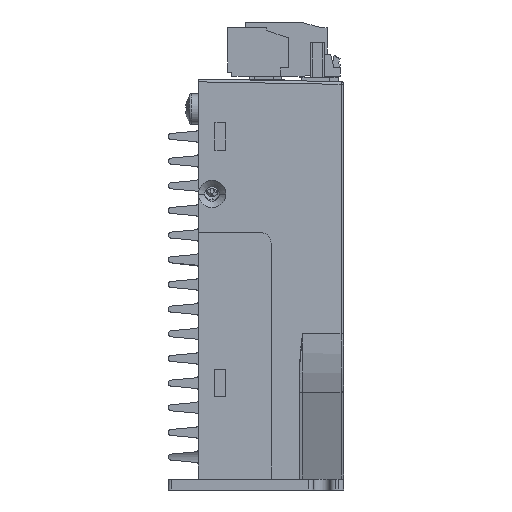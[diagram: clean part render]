
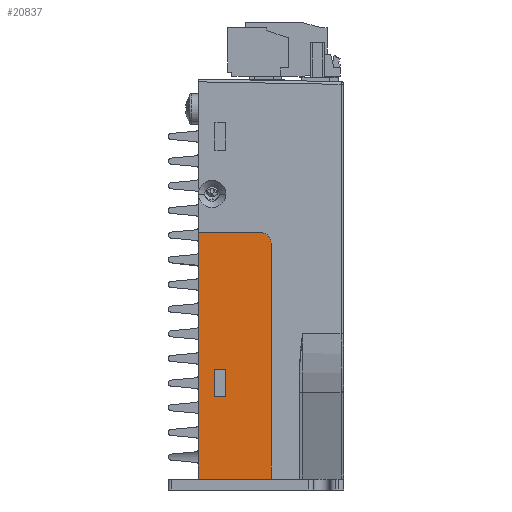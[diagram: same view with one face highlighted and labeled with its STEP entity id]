
A CAD part, front view. The second image highlights one B-rep face of the part: STEP entity #20837.
In plain terms, the highlighted planar face has unit normal (0.018, -1, 0).
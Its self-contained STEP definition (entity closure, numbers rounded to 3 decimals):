
#210 = CARTESIAN_POINT ( 'NONE',  ( 5.5, 0.036, 0. ) ) ;
#212 = CARTESIAN_POINT ( 'NONE',  ( 10.491, 0.123, 15. ) ) ;
#214 = CARTESIAN_POINT ( 'NONE',  ( 8.491, 0.089, 15. ) ) ;
#216 = CARTESIAN_POINT ( 'NONE',  ( 10.491, 0.123, 20. ) ) ;
#220 = CARTESIAN_POINT ( 'NONE',  ( 18.739, 0.267, 43. ) ) ;
#222 = CARTESIAN_POINT ( 'NONE',  ( 8.491, 0.089, 20. ) ) ;
#224 = CARTESIAN_POINT ( 'NONE',  ( 5.5, 0.036, 45. ) ) ;
#228 = CARTESIAN_POINT ( 'NONE',  ( 18.739, 0.267, 0. ) ) ;
#230 = CARTESIAN_POINT ( 'NONE',  ( 16.74, 0.233, 45. ) ) ;
#10058 = CARTESIAN_POINT ( 'NONE',  ( 16.74, 0.233, 43. ) ) ;
#10066 = FACE_BOUND ( 'NONE', #13568, .T. ) ;
#10067 = FACE_OUTER_BOUND ( 'NONE', #13441, .T. ) ;
#10068 = PLANE ( 'NONE',  #52403 ) ;
#10070 = DIRECTION ( 'NONE',  ( -0.017, 1., 0. ) ) ;
#10071 = DIRECTION ( 'NONE',  ( -1., -0.017, 0. ) ) ;
#13441 = EDGE_LOOP ( 'NONE', ( #27649, #27651, #27653, #27655, #27657 ) ) ;
#13568 = EDGE_LOOP ( 'NONE', ( #27641, #27643, #27645, #27647 ) ) ;
#14752 = EDGE_CURVE ( 'NONE', #18738, #18740, #42749, .T. ) ;
#14753 = EDGE_CURVE ( 'NONE', #18739, #18738, #42748, .T. ) ;
#14754 = EDGE_CURVE ( 'NONE', #18743, #18739, #42753, .T. ) ;
#14755 = EDGE_CURVE ( 'NONE', #18740, #18743, #42754, .T. ) ;
#14756 = EDGE_CURVE ( 'NONE', #18737, #18746, #42757, .T. ) ;
#14757 = EDGE_CURVE ( 'NONE', #18742, #18746, #42760, .T. ) ;
#14758 = EDGE_CURVE ( 'NONE', #18747, #18742, #25304, .T. ) ;
#14759 = EDGE_CURVE ( 'NONE', #18744, #18747, #42771, .T. ) ;
#14760 = EDGE_CURVE ( 'NONE', #18737, #18744, #42770, .T. ) ;
#18737 = VERTEX_POINT ( 'NONE', #210 ) ;
#18738 = VERTEX_POINT ( 'NONE', #212 ) ;
#18739 = VERTEX_POINT ( 'NONE', #214 ) ;
#18740 = VERTEX_POINT ( 'NONE', #216 ) ;
#18742 = VERTEX_POINT ( 'NONE', #220 ) ;
#18743 = VERTEX_POINT ( 'NONE', #222 ) ;
#18744 = VERTEX_POINT ( 'NONE', #224 ) ;
#18746 = VERTEX_POINT ( 'NONE', #228 ) ;
#18747 = VERTEX_POINT ( 'NONE', #230 ) ;
#20837 = ADVANCED_FACE ( 'NONE', ( #10066, #10067 ), #10068, .F. ) ;
#25297 = VECTOR ( 'NONE', #42758, 1000. ) ;
#25299 = VECTOR ( 'NONE', #42755, 1000. ) ;
#25300 = VECTOR ( 'NONE', #42763, 1000. ) ;
#25301 = VECTOR ( 'NONE', #42761, 1000. ) ;
#25302 = VECTOR ( 'NONE', #42765, 1000. ) ;
#25303 = VECTOR ( 'NONE', #42768, 1000. ) ;
#25304 = CIRCLE ( 'NONE', #25307, 2. ) ;
#25305 = VECTOR ( 'NONE', #42776, 1000. ) ;
#25306 = VECTOR ( 'NONE', #42778, 1000. ) ;
#25307 = AXIS2_PLACEMENT_3D ( 'NONE', #42772, #42773, #42774 ) ;
#27641 = ORIENTED_EDGE ( 'NONE', *, *, #14752, .F. ) ;
#27643 = ORIENTED_EDGE ( 'NONE', *, *, #14753, .F. ) ;
#27645 = ORIENTED_EDGE ( 'NONE', *, *, #14754, .F. ) ;
#27647 = ORIENTED_EDGE ( 'NONE', *, *, #14755, .F. ) ;
#27649 = ORIENTED_EDGE ( 'NONE', *, *, #14756, .T. ) ;
#27651 = ORIENTED_EDGE ( 'NONE', *, *, #14757, .F. ) ;
#27653 = ORIENTED_EDGE ( 'NONE', *, *, #14758, .F. ) ;
#27655 = ORIENTED_EDGE ( 'NONE', *, *, #14759, .F. ) ;
#27657 = ORIENTED_EDGE ( 'NONE', *, *, #14760, .F. ) ;
#42748 = LINE ( 'NONE', #42756, #25297 ) ;
#42749 = LINE ( 'NONE', #42752, #25299 ) ;
#42752 = CARTESIAN_POINT ( 'NONE',  ( 10.491, 0.123, 43. ) ) ;
#42753 = LINE ( 'NONE', #42759, #25301 ) ;
#42754 = LINE ( 'NONE', #42762, #25300 ) ;
#42755 = DIRECTION ( 'NONE',  ( 0., 0., 1. ) ) ;
#42756 = CARTESIAN_POINT ( 'NONE',  ( 16.74, 0.233, 15. ) ) ;
#42757 = LINE ( 'NONE', #42764, #25302 ) ;
#42758 = DIRECTION ( 'NONE',  ( 1., 0.017, 0. ) ) ;
#42759 = CARTESIAN_POINT ( 'NONE',  ( 8.491, 0.089, 43. ) ) ;
#42760 = LINE ( 'NONE', #42766, #25303 ) ;
#42761 = DIRECTION ( 'NONE',  ( 0., 0., -1. ) ) ;
#42762 = CARTESIAN_POINT ( 'NONE',  ( 16.74, 0.233, 20. ) ) ;
#42763 = DIRECTION ( 'NONE',  ( -1., -0.017, 0. ) ) ;
#42764 = CARTESIAN_POINT ( 'NONE',  ( 5.5, 0.036, 0. ) ) ;
#42765 = DIRECTION ( 'NONE',  ( 1., 0.017, 0. ) ) ;
#42766 = CARTESIAN_POINT ( 'NONE',  ( 18.739, 0.267, 43. ) ) ;
#42767 = CARTESIAN_POINT ( 'NONE',  ( 16.74, 0.233, 45. ) ) ;
#42768 = DIRECTION ( 'NONE',  ( 0., 0., -1. ) ) ;
#42770 = LINE ( 'NONE', #42777, #25306 ) ;
#42771 = LINE ( 'NONE', #42767, #25305 ) ;
#42772 = CARTESIAN_POINT ( 'NONE',  ( 16.74, 0.233, 43. ) ) ;
#42773 = DIRECTION ( 'NONE',  ( -0.017, 1., 0. ) ) ;
#42774 = DIRECTION ( 'NONE',  ( 1., 0.017, 0. ) ) ;
#42776 = DIRECTION ( 'NONE',  ( 1., 0.017, 0. ) ) ;
#42777 = CARTESIAN_POINT ( 'NONE',  ( 5.5, 0.036, 43. ) ) ;
#42778 = DIRECTION ( 'NONE',  ( 0., 0., 1. ) ) ;
#52403 = AXIS2_PLACEMENT_3D ( 'NONE', #10058, #10070, #10071 ) ;
